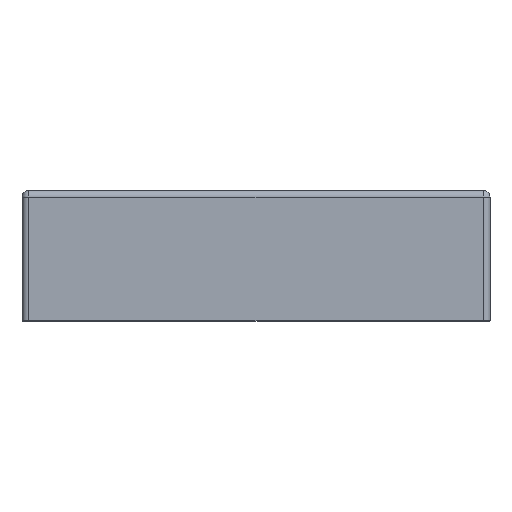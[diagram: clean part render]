
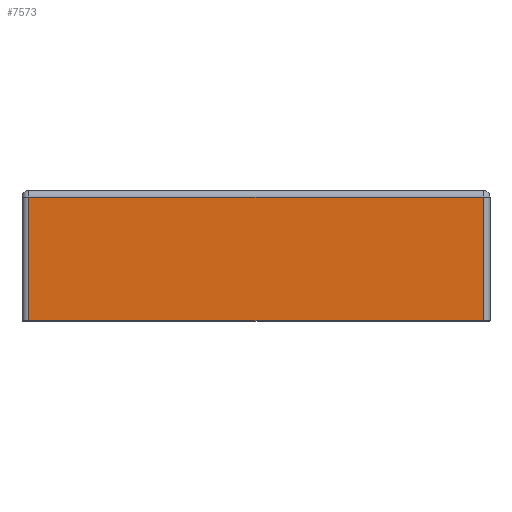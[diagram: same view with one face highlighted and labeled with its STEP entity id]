
A CAD part, top view. The second image highlights one B-rep face of the part: STEP entity #7573.
In plain terms, the highlighted planar face has unit normal (0, 0, 1).
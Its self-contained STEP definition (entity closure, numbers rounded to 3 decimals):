
#393 = EDGE_LOOP ( 'NONE', ( #13404, #12743, #7589, #1090 ) ) ;
#668 = VECTOR ( 'NONE', #9157, 1000. ) ;
#895 = CARTESIAN_POINT ( 'NONE',  ( -35., 20., 36. ) ) ;
#1090 = ORIENTED_EDGE ( 'NONE', *, *, #13798, .T. ) ;
#1734 = EDGE_CURVE ( 'NONE', #9386, #8343, #5192, .T. ) ;
#1742 = FACE_OUTER_BOUND ( 'NONE', #393, .T. ) ;
#3391 = CARTESIAN_POINT ( 'NONE',  ( -35., 19., 36. ) ) ;
#3624 = DIRECTION ( 'NONE',  ( -1., 0., 0. ) ) ;
#4152 = LINE ( 'NONE', #895, #5924 ) ;
#4607 = DIRECTION ( 'NONE',  ( 0., 1., 0. ) ) ;
#4979 = PLANE ( 'NONE',  #7753 ) ;
#5192 = LINE ( 'NONE', #15338, #7577 ) ;
#5790 = VERTEX_POINT ( 'NONE', #3391 ) ;
#5924 = VECTOR ( 'NONE', #6681, 1000. ) ;
#5935 = EDGE_CURVE ( 'NONE', #12805, #5790, #13663, .T. ) ;
#6208 = CARTESIAN_POINT ( 'NONE',  ( -36., 20., 36. ) ) ;
#6681 = DIRECTION ( 'NONE',  ( 0., -1., 0. ) ) ;
#7573 = ADVANCED_FACE ( 'NONE', ( #1742 ), #4979, .F. ) ;
#7577 = VECTOR ( 'NONE', #11132, 1000. ) ;
#7589 = ORIENTED_EDGE ( 'NONE', *, *, #1734, .T. ) ;
#7660 = DIRECTION ( 'NONE',  ( 0., 0., -1. ) ) ;
#7753 = AXIS2_PLACEMENT_3D ( 'NONE', #6208, #7660, #3624 ) ;
#8343 = VERTEX_POINT ( 'NONE', #10907 ) ;
#8836 = VECTOR ( 'NONE', #4607, 1000. ) ;
#8989 = EDGE_CURVE ( 'NONE', #5790, #9386, #4152, .T. ) ;
#9157 = DIRECTION ( 'NONE',  ( -1., 0., 0. ) ) ;
#9297 = CARTESIAN_POINT ( 'NONE',  ( -36., 19., 36. ) ) ;
#9386 = VERTEX_POINT ( 'NONE', #15260 ) ;
#10853 = CARTESIAN_POINT ( 'NONE',  ( 35., 19., 36. ) ) ;
#10907 = CARTESIAN_POINT ( 'NONE',  ( 35., 0., 36. ) ) ;
#11132 = DIRECTION ( 'NONE',  ( 1., 0., 0. ) ) ;
#11259 = LINE ( 'NONE', #16980, #8836 ) ;
#12743 = ORIENTED_EDGE ( 'NONE', *, *, #8989, .T. ) ;
#12805 = VERTEX_POINT ( 'NONE', #10853 ) ;
#13404 = ORIENTED_EDGE ( 'NONE', *, *, #5935, .T. ) ;
#13663 = LINE ( 'NONE', #9297, #668 ) ;
#13798 = EDGE_CURVE ( 'NONE', #8343, #12805, #11259, .T. ) ;
#15260 = CARTESIAN_POINT ( 'NONE',  ( -35., 0., 36. ) ) ;
#15338 = CARTESIAN_POINT ( 'NONE',  ( -36., 0., 36. ) ) ;
#16980 = CARTESIAN_POINT ( 'NONE',  ( 35., 20., 36. ) ) ;
